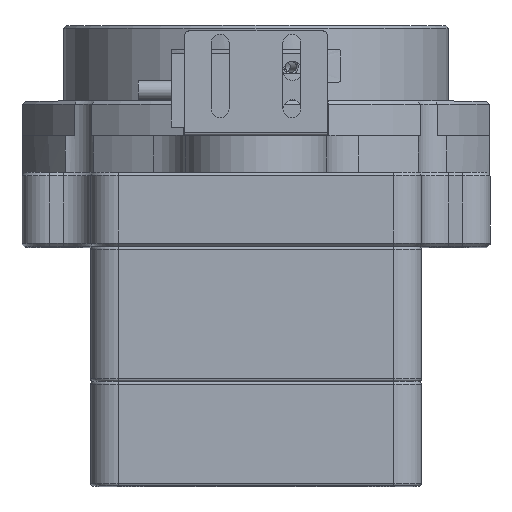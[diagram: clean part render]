
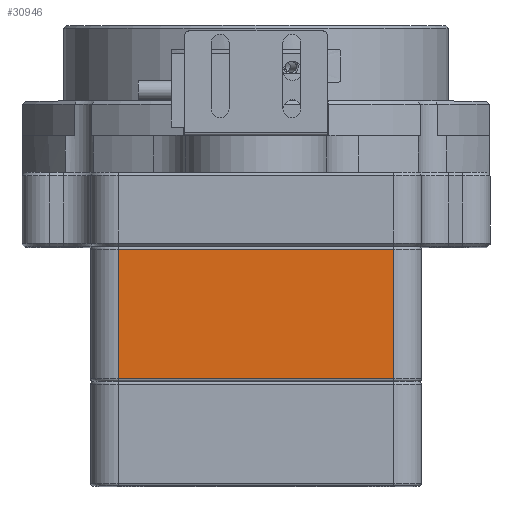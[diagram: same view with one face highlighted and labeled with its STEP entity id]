
A CAD part, top view. The second image highlights one B-rep face of the part: STEP entity #30946.
In plain terms, the highlighted planar face has unit normal (0, 0, 1).
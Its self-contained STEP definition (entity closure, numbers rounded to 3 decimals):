
#159 = CARTESIAN_POINT ( 'NONE',  ( 25., -24., 73. ) ) ;
#2803 = EDGE_LOOP ( 'NONE', ( #4493, #4357, #4317, #4216 ) ) ;
#3278 = VECTOR ( 'NONE', #9412, 1000. ) ;
#3288 = VECTOR ( 'NONE', #4544, 1000. ) ;
#4216 = ORIENTED_EDGE ( 'NONE', *, *, #16873, .T. ) ;
#4317 = ORIENTED_EDGE ( 'NONE', *, *, #19357, .T. ) ;
#4357 = ORIENTED_EDGE ( 'NONE', *, *, #16545, .T. ) ;
#4493 = ORIENTED_EDGE ( 'NONE', *, *, #15123, .T. ) ;
#4544 = DIRECTION ( 'NONE',  ( 0., 1., 0. ) ) ;
#4568 = CARTESIAN_POINT ( 'NONE',  ( 25., 0., 73. ) ) ;
#4581 = LINE ( 'NONE', #4568, #3288 ) ;
#5412 = VERTEX_POINT ( 'NONE', #18891 ) ;
#7758 = DIRECTION ( 'NONE',  ( -1., 0., 0. ) ) ;
#7764 = DIRECTION ( 'NONE',  ( 0., 0., 1. ) ) ;
#7774 = CARTESIAN_POINT ( 'NONE',  ( 30., 0., 73. ) ) ;
#7807 = PLANE ( 'NONE',  #11707 ) ;
#7851 = FACE_OUTER_BOUND ( 'NONE', #2803, .T. ) ;
#9412 = DIRECTION ( 'NONE',  ( 1., 0., 0. ) ) ;
#9443 = CARTESIAN_POINT ( 'NONE',  ( 30., -24., 73. ) ) ;
#9451 = LINE ( 'NONE', #9443, #3278 ) ;
#9746 = CARTESIAN_POINT ( 'NONE',  ( 25., -0.5, 73. ) ) ;
#10552 = VECTOR ( 'NONE', #17006, 1000. ) ;
#11557 = VERTEX_POINT ( 'NONE', #17570 ) ;
#11707 = AXIS2_PLACEMENT_3D ( 'NONE', #7774, #7764, #7758 ) ;
#12559 = DIRECTION ( 'NONE',  ( 0., -1., 0. ) ) ;
#12568 = CARTESIAN_POINT ( 'NONE',  ( -25., 0., 73. ) ) ;
#12585 = LINE ( 'NONE', #12568, #24938 ) ;
#15123 = EDGE_CURVE ( 'NONE', #22762, #30718, #4581, .T. ) ;
#16545 = EDGE_CURVE ( 'NONE', #30718, #5412, #17016, .T. ) ;
#16873 = EDGE_CURVE ( 'NONE', #11557, #22762, #9451, .T. ) ;
#17006 = DIRECTION ( 'NONE',  ( -1., 0., 0. ) ) ;
#17012 = CARTESIAN_POINT ( 'NONE',  ( -25., -0.5, 73. ) ) ;
#17016 = LINE ( 'NONE', #17012, #10552 ) ;
#17570 = CARTESIAN_POINT ( 'NONE',  ( -25., -24., 73. ) ) ;
#18891 = CARTESIAN_POINT ( 'NONE',  ( -25., -0.5, 73. ) ) ;
#19357 = EDGE_CURVE ( 'NONE', #5412, #11557, #12585, .T. ) ;
#22762 = VERTEX_POINT ( 'NONE', #159 ) ;
#24938 = VECTOR ( 'NONE', #12559, 1000. ) ;
#30718 = VERTEX_POINT ( 'NONE', #9746 ) ;
#30946 = ADVANCED_FACE ( 'NONE', ( #7851 ), #7807, .T. ) ;
